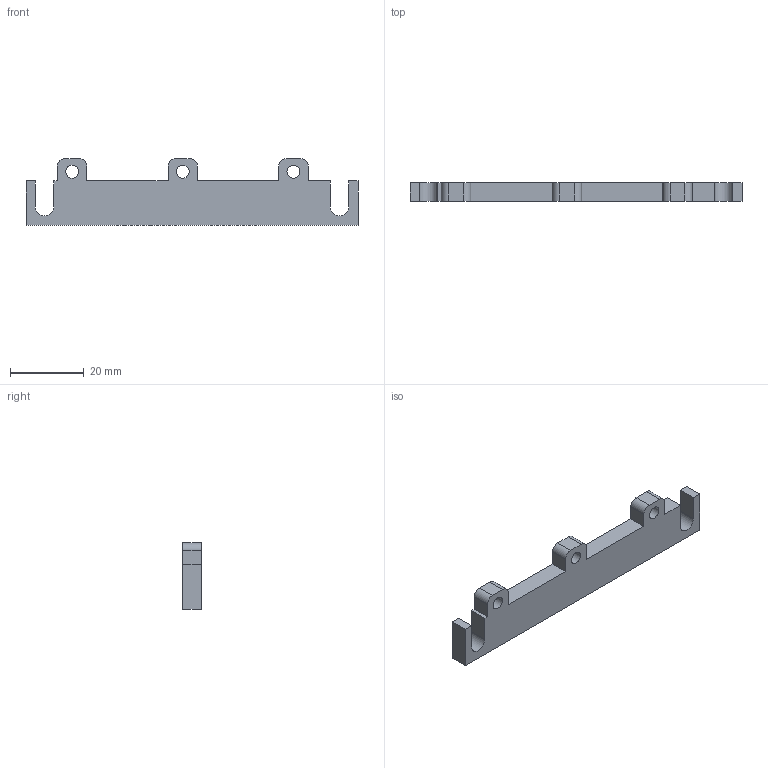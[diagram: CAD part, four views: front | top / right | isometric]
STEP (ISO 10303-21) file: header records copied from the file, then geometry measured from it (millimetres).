
FILE_DESCRIPTION((''),'2;1');
FILE_NAME('RodHolderV4.stp','2016-01-06T15:35:15',('120pa'),(''),'Autodesk Inventor 2013','Autodesk Inventor 2013','');
FILE_SCHEMA(('AUTOMOTIVE_DESIGN { 1 0 10303 214 1 1 1 1 }'));
Length unit declared in the file: millimetre
Products named in the file (1): RodHolderV4
Bounding box: 90 x 5 x 18 mm (x, y, z)
Volume: 5501.8 mm3; surface area: 3708.4 mm2
Topology: 1 solids, 1 shells, 35 faces, 99 edges, 66 vertices
Faces by surface type: plane 24, cylinder 11
Full cylindrical faces by diameter (mm): 3.5 x3
Entity records: 1158 total; most frequent: CARTESIAN_POINT 198, ORIENTED_EDGE 192, DIRECTION 190, EDGE_CURVE 96, VECTOR 74, LINE 74, VERTEX_POINT 66, AXIS2_PLACEMENT_3D 58
